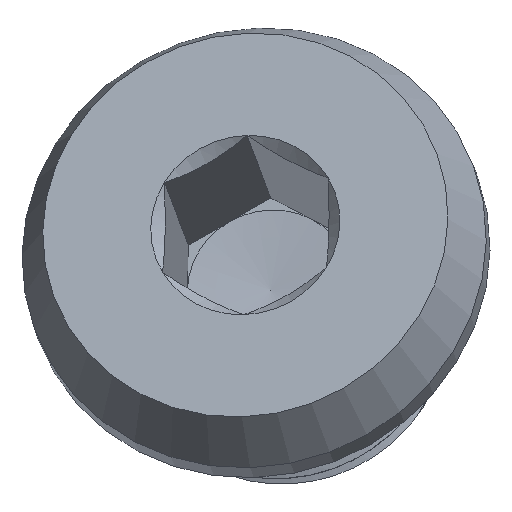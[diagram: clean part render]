
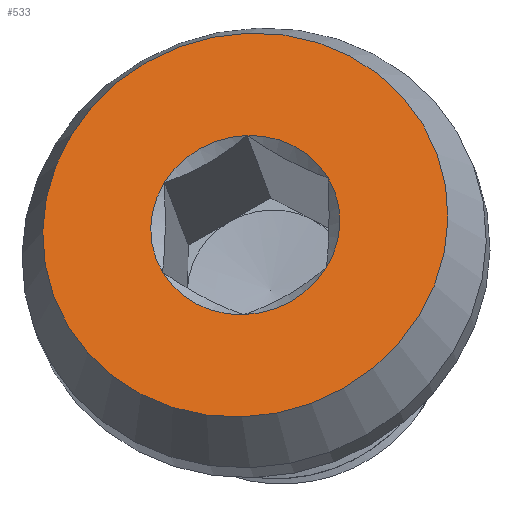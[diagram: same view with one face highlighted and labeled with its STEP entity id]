
A CAD part, left-side view. The second image highlights one B-rep face of the part: STEP entity #533.
In plain terms, the highlighted face is planar.
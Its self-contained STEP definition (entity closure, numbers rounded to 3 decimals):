
#39=FACE_BOUND('',#219,.T.);
#134=PLANE('',#640);
#170=FACE_OUTER_BOUND('',#218,.T.);
#218=EDGE_LOOP('',(#473));
#219=EDGE_LOOP('',(#474,#475,#476,#477,#478,#479));
#239=CIRCLE('',#616,5.774);
#240=CIRCLE('',#618,5.774);
#241=CIRCLE('',#620,5.774);
#242=CIRCLE('',#622,5.774);
#243=CIRCLE('',#624,5.774);
#244=CIRCLE('',#626,5.774);
#251=CIRCLE('',#641,12.365);
#287=VERTEX_POINT('',#2460);
#288=VERTEX_POINT('',#2461);
#289=VERTEX_POINT('',#2468);
#290=VERTEX_POINT('',#2474);
#291=VERTEX_POINT('',#2480);
#292=VERTEX_POINT('',#2486);
#299=VERTEX_POINT('',#2527);
#348=EDGE_CURVE('',#290,#291,#239,.T.);
#349=EDGE_CURVE('',#291,#292,#240,.T.);
#350=EDGE_CURVE('',#292,#287,#241,.T.);
#351=EDGE_CURVE('',#287,#288,#242,.T.);
#352=EDGE_CURVE('',#288,#289,#243,.T.);
#353=EDGE_CURVE('',#289,#290,#244,.T.);
#360=EDGE_CURVE('',#299,#299,#251,.T.);
#473=ORIENTED_EDGE('',*,*,#360,.F.);
#474=ORIENTED_EDGE('',*,*,#349,.T.);
#475=ORIENTED_EDGE('',*,*,#350,.T.);
#476=ORIENTED_EDGE('',*,*,#351,.T.);
#477=ORIENTED_EDGE('',*,*,#352,.T.);
#478=ORIENTED_EDGE('',*,*,#353,.T.);
#479=ORIENTED_EDGE('',*,*,#348,.T.);
#533=ADVANCED_FACE('',(#170,#39),#134,.T.);
#616=AXIS2_PLACEMENT_3D('',#2496,#743,#744);
#618=AXIS2_PLACEMENT_3D('',#2498,#747,#748);
#620=AXIS2_PLACEMENT_3D('',#2500,#751,#752);
#622=AXIS2_PLACEMENT_3D('',#2502,#755,#756);
#624=AXIS2_PLACEMENT_3D('',#2504,#759,#760);
#626=AXIS2_PLACEMENT_3D('',#2506,#763,#764);
#640=AXIS2_PLACEMENT_3D('',#2526,#791,#792);
#641=AXIS2_PLACEMENT_3D('',#2528,#793,#794);
#743=DIRECTION('center_axis',(1.,0.,0.));
#744=DIRECTION('ref_axis',(0.,0.,-1.));
#747=DIRECTION('center_axis',(1.,0.,0.));
#748=DIRECTION('ref_axis',(0.,0.,-1.));
#751=DIRECTION('center_axis',(1.,0.,0.));
#752=DIRECTION('ref_axis',(0.,0.,-1.));
#755=DIRECTION('center_axis',(1.,0.,0.));
#756=DIRECTION('ref_axis',(0.,0.,-1.));
#759=DIRECTION('center_axis',(1.,0.,0.));
#760=DIRECTION('ref_axis',(0.,0.,-1.));
#763=DIRECTION('center_axis',(1.,0.,0.));
#764=DIRECTION('ref_axis',(0.,0.,-1.));
#791=DIRECTION('center_axis',(-1.,0.,0.));
#792=DIRECTION('ref_axis',(0.,0.,1.));
#793=DIRECTION('center_axis',(1.,0.,0.));
#794=DIRECTION('ref_axis',(0.,0.,-1.));
#2460=CARTESIAN_POINT('',(-20.76,-5.,-2.887));
#2461=CARTESIAN_POINT('',(-20.76,0.,-5.774));
#2468=CARTESIAN_POINT('',(-20.76,5.,-2.887));
#2474=CARTESIAN_POINT('',(-20.76,5.,2.887));
#2480=CARTESIAN_POINT('',(-20.76,0.,5.774));
#2486=CARTESIAN_POINT('',(-20.76,-5.,2.887));
#2496=CARTESIAN_POINT('Origin',(-20.76,0.,0.));
#2498=CARTESIAN_POINT('Origin',(-20.76,0.,0.));
#2500=CARTESIAN_POINT('Origin',(-20.76,0.,0.));
#2502=CARTESIAN_POINT('Origin',(-20.76,0.,0.));
#2504=CARTESIAN_POINT('Origin',(-20.76,0.,0.));
#2506=CARTESIAN_POINT('Origin',(-20.76,0.,0.));
#2526=CARTESIAN_POINT('Origin',(-20.76,12.365,0.));
#2527=CARTESIAN_POINT('',(-20.76,12.365,0.));
#2528=CARTESIAN_POINT('Origin',(-20.76,0.,0.));
